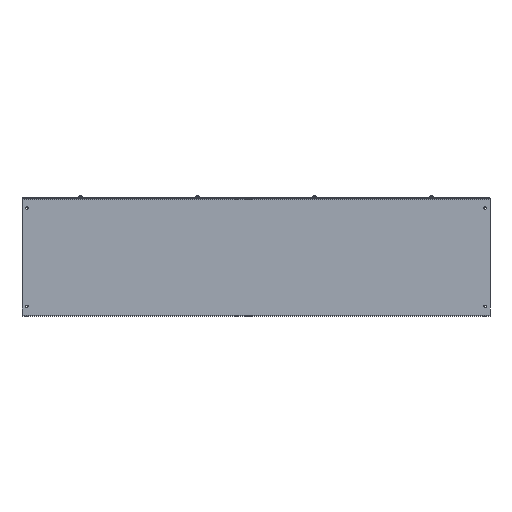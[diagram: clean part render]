
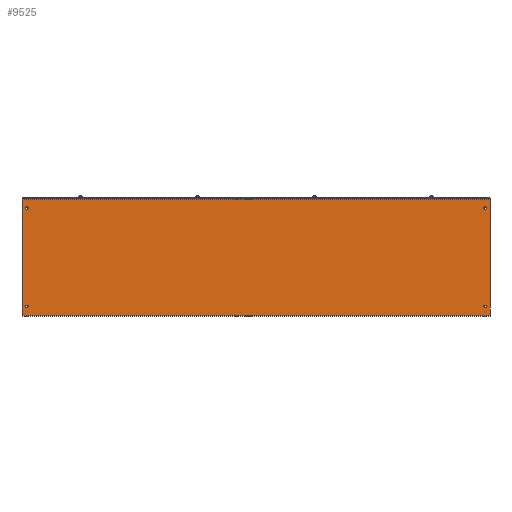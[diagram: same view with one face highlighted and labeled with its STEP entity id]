
A CAD part, left-side view. The second image highlights one B-rep face of the part: STEP entity #9525.
In plain terms, the highlighted planar face has unit normal (-1, 0, 0).
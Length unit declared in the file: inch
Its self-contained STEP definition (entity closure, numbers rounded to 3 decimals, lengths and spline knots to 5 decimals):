
#10 = EDGE_CURVE ( 'NONE', #10151, #2246, #4725, .T. ) ;
#39 = CIRCLE ( 'NONE', #7647, 0.133 ) ;
#279 = CARTESIAN_POINT ( 'NONE',  ( -6.072, 24., 0.108 ) ) ;
#413 = EDGE_LOOP ( 'NONE', ( #10190, #10579 ) ) ;
#477 = ORIENTED_EDGE ( 'NONE', *, *, #4877, .T. ) ;
#500 = EDGE_CURVE ( 'NONE', #2246, #10151, #4688, .T. ) ;
#584 = VERTEX_POINT ( 'NONE', #618 ) ;
#618 = CARTESIAN_POINT ( 'NONE',  ( -6.072, 23.5, 1.133 ) ) ;
#673 = CARTESIAN_POINT ( 'NONE',  ( -6.072, 24., 0.072 ) ) ;
#888 = VERTEX_POINT ( 'NONE', #5335 ) ;
#924 = CARTESIAN_POINT ( 'NONE',  ( -6.072, 23.5, 0.867 ) ) ;
#935 = CARTESIAN_POINT ( 'NONE',  ( -6.072, 23.5, 11.072 ) ) ;
#986 = DIRECTION ( 'NONE',  ( 1., 0., 0. ) ) ;
#1045 = CARTESIAN_POINT ( 'NONE',  ( -6.072, -23.5, 10.939 ) ) ;
#1081 = PLANE ( 'NONE',  #10176 ) ;
#1222 = EDGE_LOOP ( 'NONE', ( #3684, #2651, #477, #6471 ) ) ;
#1232 = EDGE_CURVE ( 'NONE', #7535, #5001, #8685, .T. ) ;
#1346 = DIRECTION ( 'NONE',  ( 0., 0., -1. ) ) ;
#1398 = VECTOR ( 'NONE', #7809, 39.37008 ) ;
#1448 = VECTOR ( 'NONE', #6494, 39.37008 ) ;
#1456 = LINE ( 'NONE', #673, #3540 ) ;
#1507 = LINE ( 'NONE', #3114, #1448 ) ;
#1972 = FACE_BOUND ( 'NONE', #7799, .T. ) ;
#1998 = CARTESIAN_POINT ( 'NONE',  ( -6.072, 23.5, 11.072 ) ) ;
#2033 = CARTESIAN_POINT ( 'NONE',  ( -6.072, 23.5, 1. ) ) ;
#2045 = CIRCLE ( 'NONE', #3447, 0.133 ) ;
#2113 = CARTESIAN_POINT ( 'NONE',  ( -6.072, -24., 11.964 ) ) ;
#2246 = VERTEX_POINT ( 'NONE', #1045 ) ;
#2310 = EDGE_CURVE ( 'NONE', #584, #6754, #2045, .T. ) ;
#2528 = CARTESIAN_POINT ( 'NONE',  ( -6.072, -23.5, 11.205 ) ) ;
#2547 = CARTESIAN_POINT ( 'NONE',  ( -6.072, -23.5, 1. ) ) ;
#2651 = ORIENTED_EDGE ( 'NONE', *, *, #1232, .F. ) ;
#2760 = CARTESIAN_POINT ( 'NONE',  ( -6.072, 23.5, 1. ) ) ;
#2797 = DIRECTION ( 'NONE',  ( 0., 0., 1. ) ) ;
#2888 = CARTESIAN_POINT ( 'NONE',  ( -6.072, -24., 0.072 ) ) ;
#2954 = AXIS2_PLACEMENT_3D ( 'NONE', #5803, #10839, #8241 ) ;
#3065 = CARTESIAN_POINT ( 'NONE',  ( -6.072, 23.5, 11.205 ) ) ;
#3114 = CARTESIAN_POINT ( 'NONE',  ( -6.072, 24., 11.964 ) ) ;
#3261 = AXIS2_PLACEMENT_3D ( 'NONE', #3552, #6170, #9486 ) ;
#3447 = AXIS2_PLACEMENT_3D ( 'NONE', #2760, #986, #4476 ) ;
#3461 = VERTEX_POINT ( 'NONE', #3065 ) ;
#3540 = VECTOR ( 'NONE', #1346, 39.37008 ) ;
#3552 = CARTESIAN_POINT ( 'NONE',  ( -6.072, -23.5, 11.072 ) ) ;
#3568 = DIRECTION ( 'NONE',  ( 1., 0., 0. ) ) ;
#3684 = ORIENTED_EDGE ( 'NONE', *, *, #5760, .T. ) ;
#3746 = CARTESIAN_POINT ( 'NONE',  ( -6.072, -24., 0.108 ) ) ;
#3754 = VECTOR ( 'NONE', #5501, 39.37008 ) ;
#3851 = EDGE_CURVE ( 'NONE', #3461, #5918, #39, .T. ) ;
#3875 = AXIS2_PLACEMENT_3D ( 'NONE', #4625, #3568, #2797 ) ;
#4032 = ORIENTED_EDGE ( 'NONE', *, *, #10762, .T. ) ;
#4058 = ORIENTED_EDGE ( 'NONE', *, *, #7800, .T. ) ;
#4109 = CARTESIAN_POINT ( 'NONE',  ( -6.072, -23.5, 0.867 ) ) ;
#4372 = DIRECTION ( 'NONE',  ( 0., 0., 1. ) ) ;
#4403 = DIRECTION ( 'NONE',  ( -1., 0., 0. ) ) ;
#4420 = CARTESIAN_POINT ( 'NONE',  ( -6.072, -24., 0.108 ) ) ;
#4476 = DIRECTION ( 'NONE',  ( 0., 0., 1. ) ) ;
#4512 = DIRECTION ( 'NONE',  ( 0., 0., 1. ) ) ;
#4613 = CARTESIAN_POINT ( 'NONE',  ( -6.072, -23.5, 1.133 ) ) ;
#4625 = CARTESIAN_POINT ( 'NONE',  ( -6.072, -23.5, 1. ) ) ;
#4688 = CIRCLE ( 'NONE', #3261, 0.133 ) ;
#4725 = CIRCLE ( 'NONE', #2954, 0.133 ) ;
#4800 = ORIENTED_EDGE ( 'NONE', *, *, #500, .T. ) ;
#4877 = EDGE_CURVE ( 'NONE', #7535, #9075, #7104, .T. ) ;
#5001 = VERTEX_POINT ( 'NONE', #279 ) ;
#5335 = CARTESIAN_POINT ( 'NONE',  ( -6.072, 24., 11.964 ) ) ;
#5501 = DIRECTION ( 'NONE',  ( 0., 0., 1. ) ) ;
#5639 = ORIENTED_EDGE ( 'NONE', *, *, #7059, .T. ) ;
#5732 = VERTEX_POINT ( 'NONE', #4613 ) ;
#5760 = EDGE_CURVE ( 'NONE', #888, #5001, #1456, .T. ) ;
#5803 = CARTESIAN_POINT ( 'NONE',  ( -6.072, -23.5, 11.072 ) ) ;
#5817 = CIRCLE ( 'NONE', #3875, 0.133 ) ;
#5860 = AXIS2_PLACEMENT_3D ( 'NONE', #2547, #9830, #8174 ) ;
#5918 = VERTEX_POINT ( 'NONE', #6820 ) ;
#6049 = CIRCLE ( 'NONE', #5860, 0.133 ) ;
#6067 = FACE_BOUND ( 'NONE', #9401, .T. ) ;
#6170 = DIRECTION ( 'NONE',  ( 1., 0., 0. ) ) ;
#6192 = ORIENTED_EDGE ( 'NONE', *, *, #3851, .T. ) ;
#6401 = ORIENTED_EDGE ( 'NONE', *, *, #10, .T. ) ;
#6404 = AXIS2_PLACEMENT_3D ( 'NONE', #2033, #7078, #9670 ) ;
#6471 = ORIENTED_EDGE ( 'NONE', *, *, #7950, .T. ) ;
#6494 = DIRECTION ( 'NONE',  ( 0., 1., 0. ) ) ;
#6618 = EDGE_LOOP ( 'NONE', ( #6192, #5639 ) ) ;
#6754 = VERTEX_POINT ( 'NONE', #924 ) ;
#6820 = CARTESIAN_POINT ( 'NONE',  ( -6.072, 23.5, 10.939 ) ) ;
#6895 = FACE_BOUND ( 'NONE', #6618, .T. ) ;
#6924 = EDGE_CURVE ( 'NONE', #6754, #584, #8883, .T. ) ;
#7059 = EDGE_CURVE ( 'NONE', #5918, #3461, #7120, .T. ) ;
#7078 = DIRECTION ( 'NONE',  ( 1., 0., 0. ) ) ;
#7104 = LINE ( 'NONE', #2888, #3754 ) ;
#7120 = CIRCLE ( 'NONE', #8526, 0.133 ) ;
#7535 = VERTEX_POINT ( 'NONE', #3746 ) ;
#7647 = AXIS2_PLACEMENT_3D ( 'NONE', #935, #8414, #8581 ) ;
#7799 = EDGE_LOOP ( 'NONE', ( #6401, #4800 ) ) ;
#7800 = EDGE_CURVE ( 'NONE', #10887, #5732, #6049, .T. ) ;
#7809 = DIRECTION ( 'NONE',  ( 0., 1., 0. ) ) ;
#7950 = EDGE_CURVE ( 'NONE', #9075, #888, #1507, .T. ) ;
#8174 = DIRECTION ( 'NONE',  ( 0., 0., 1. ) ) ;
#8241 = DIRECTION ( 'NONE',  ( 0., 0., 1. ) ) ;
#8414 = DIRECTION ( 'NONE',  ( 1., 0., 0. ) ) ;
#8526 = AXIS2_PLACEMENT_3D ( 'NONE', #1998, #10301, #4372 ) ;
#8581 = DIRECTION ( 'NONE',  ( 0., 0., 1. ) ) ;
#8685 = LINE ( 'NONE', #4420, #1398 ) ;
#8883 = CIRCLE ( 'NONE', #6404, 0.133 ) ;
#9075 = VERTEX_POINT ( 'NONE', #2113 ) ;
#9401 = EDGE_LOOP ( 'NONE', ( #4032, #4058 ) ) ;
#9486 = DIRECTION ( 'NONE',  ( 0., 0., 1. ) ) ;
#9525 = ADVANCED_FACE ( 'NONE', ( #10272, #1972, #6067, #6895, #10495 ), #1081, .T. ) ;
#9670 = DIRECTION ( 'NONE',  ( 0., 0., 1. ) ) ;
#9830 = DIRECTION ( 'NONE',  ( 1., 0., 0. ) ) ;
#10151 = VERTEX_POINT ( 'NONE', #2528 ) ;
#10176 = AXIS2_PLACEMENT_3D ( 'NONE', #10388, #4403, #4512 ) ;
#10190 = ORIENTED_EDGE ( 'NONE', *, *, #2310, .T. ) ;
#10272 = FACE_OUTER_BOUND ( 'NONE', #1222, .T. ) ;
#10301 = DIRECTION ( 'NONE',  ( 1., 0., 0. ) ) ;
#10388 = CARTESIAN_POINT ( 'NONE',  ( -6.072, 24., 0.0625 ) ) ;
#10495 = FACE_BOUND ( 'NONE', #413, .T. ) ;
#10579 = ORIENTED_EDGE ( 'NONE', *, *, #6924, .T. ) ;
#10762 = EDGE_CURVE ( 'NONE', #5732, #10887, #5817, .T. ) ;
#10839 = DIRECTION ( 'NONE',  ( 1., 0., 0. ) ) ;
#10887 = VERTEX_POINT ( 'NONE', #4109 ) ;
